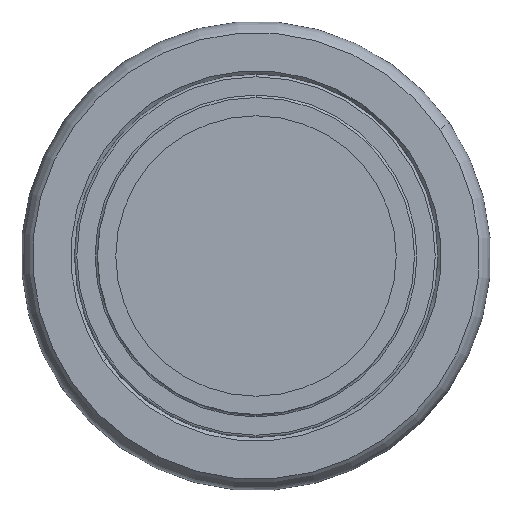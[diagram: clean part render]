
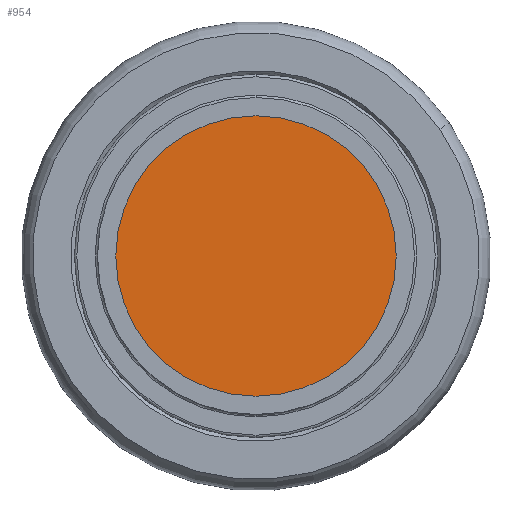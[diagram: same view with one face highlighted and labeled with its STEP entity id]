
A CAD part, left-side view. The second image highlights one B-rep face of the part: STEP entity #954.
In plain terms, the highlighted planar face has unit normal (-1, 0, 0).
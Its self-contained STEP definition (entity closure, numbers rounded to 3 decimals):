
#300=CARTESIAN_POINT('',(-5.5,11.5,0.0));
#301=VERTEX_POINT('',#300);
#317=CARTESIAN_POINT('',(-5.5,-11.5,0.));
#318=VERTEX_POINT('',#317);
#325=CARTESIAN_POINT('',(-5.5,0.,0.0));
#326=DIRECTION('',(1.0,0.0,0.0));
#327=DIRECTION('',(0.0,1.0,0.0));
#328=AXIS2_PLACEMENT_3D('',#325,#326,#327);
#329=CIRCLE('',#328,11.5);
#330=EDGE_CURVE('',#318,#301,#329,.T.);
#939=CARTESIAN_POINT('',(-5.5,0.,1.136));
#940=DIRECTION('',(-1.0,0.0,0.0));
#941=DIRECTION('',(0.0,0.0,1.0));
#942=AXIS2_PLACEMENT_3D('',#939,#940,#941);
#943=PLANE('',#942);
#944=CARTESIAN_POINT('',(-5.5,0.,0.0));
#945=DIRECTION('',(1.0,0.0,0.0));
#946=DIRECTION('',(0.0,1.0,0.0));
#947=AXIS2_PLACEMENT_3D('',#944,#945,#946);
#948=CIRCLE('',#947,11.5);
#949=EDGE_CURVE('',#301,#318,#948,.T.);
#950=ORIENTED_EDGE('',*,*,#949,.F.);
#951=ORIENTED_EDGE('',*,*,#330,.F.);
#952=EDGE_LOOP('',(#950,#951));
#953=FACE_OUTER_BOUND('',#952,.T.);
#954=ADVANCED_FACE('',(#953),#943,.T.);
